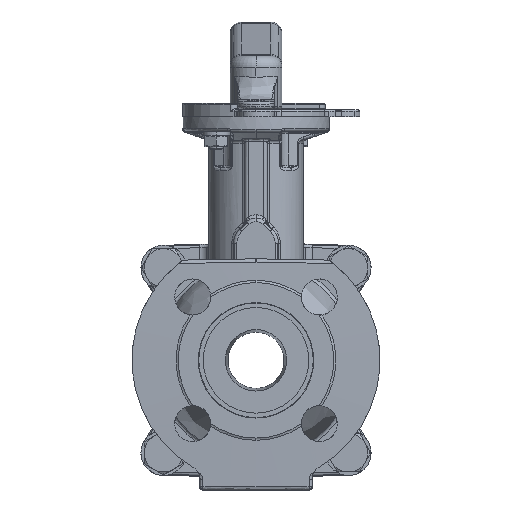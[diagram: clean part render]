
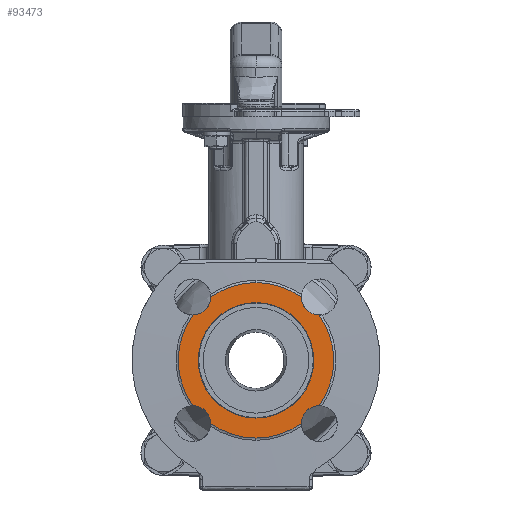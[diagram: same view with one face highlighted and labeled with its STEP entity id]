
A CAD part, left-side view. The second image highlights one B-rep face of the part: STEP entity #93473.
In plain terms, the highlighted planar face has unit normal (-1, 0, 0).
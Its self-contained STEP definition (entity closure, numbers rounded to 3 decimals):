
#74447=CARTESIAN_POINT('',(-59.,28.005,-20.072));
#74448=VERTEX_POINT('',#74447);
#74459=CARTESIAN_POINT('',(-59.,28.005,20.072));
#74460=VERTEX_POINT('',#74459);
#74461=CARTESIAN_POINT('',(-59.,0.,0.));
#74462=DIRECTION('',(1.,-0.,-0.));
#74463=DIRECTION('',(0.,0.,1.));
#74464=AXIS2_PLACEMENT_3D('',#74461,#74462,#74463);
#74465=CIRCLE('',#74464,34.456);
#74466=EDGE_CURVE('',#74448,#74460,#74465,.T.);
#93322=CARTESIAN_POINT('',(-59.,-28.005,-20.072));
#93323=VERTEX_POINT('',#93322);
#93354=CARTESIAN_POINT('',(-59.,-28.005,20.072));
#93355=VERTEX_POINT('',#93354);
#93366=CARTESIAN_POINT('',(-59.,0.,0.));
#93367=DIRECTION('',(1.,-0.,-0.));
#93368=DIRECTION('',(0.,0.,1.));
#93369=AXIS2_PLACEMENT_3D('',#93366,#93367,#93368);
#93370=CIRCLE('',#93369,34.456);
#93371=EDGE_CURVE('',#93355,#93323,#93370,.T.);
#93376=CARTESIAN_POINT('',(-59.,0.,25.6));
#93377=DIRECTION('',(1.,0.,0.));
#93378=DIRECTION('',(0.,0.,-1.));
#93379=AXIS2_PLACEMENT_3D('',#93376,#93377,#93378);
#93380=PLANE('',#93379);
#93381=CARTESIAN_POINT('',(-59.,20.072,-28.005));
#93382=VERTEX_POINT('',#93381);
#93383=CARTESIAN_POINT('',(-59.,28.072,-28.072));
#93384=DIRECTION('',(1.,-0.,-0.));
#93385=DIRECTION('',(0.,1.,-0.));
#93386=AXIS2_PLACEMENT_3D('',#93383,#93384,#93385);
#93387=CIRCLE('',#93386,8.);
#93388=EDGE_CURVE('',#74448,#93382,#93387,.T.);
#93389=ORIENTED_EDGE('',*,*,#93388,.T.);
#93390=CARTESIAN_POINT('',(-59.,-0.,-34.456));
#93391=VERTEX_POINT('',#93390);
#93392=CARTESIAN_POINT('',(-59.,0.,0.));
#93393=DIRECTION('',(1.,-0.,-0.));
#93394=DIRECTION('',(0.,0.,-1.));
#93395=AXIS2_PLACEMENT_3D('',#93392,#93393,#93394);
#93396=CIRCLE('',#93395,34.456);
#93397=EDGE_CURVE('',#93391,#93382,#93396,.T.);
#93398=ORIENTED_EDGE('',*,*,#93397,.F.);
#93399=CARTESIAN_POINT('',(-59.,-20.072,-28.005));
#93400=VERTEX_POINT('',#93399);
#93401=CARTESIAN_POINT('',(-59.,0.,0.));
#93402=DIRECTION('',(1.,-0.,-0.));
#93403=DIRECTION('',(0.,0.,-1.));
#93404=AXIS2_PLACEMENT_3D('',#93401,#93402,#93403);
#93405=CIRCLE('',#93404,34.456);
#93406=EDGE_CURVE('',#93400,#93391,#93405,.T.);
#93407=ORIENTED_EDGE('',*,*,#93406,.F.);
#93408=CARTESIAN_POINT('',(-59.,-28.072,-28.072));
#93409=DIRECTION('',(1.,0.,-0.));
#93410=DIRECTION('',(0.,-0.,-1.));
#93411=AXIS2_PLACEMENT_3D('',#93408,#93409,#93410);
#93412=CIRCLE('',#93411,8.);
#93413=EDGE_CURVE('',#93400,#93323,#93412,.T.);
#93414=ORIENTED_EDGE('',*,*,#93413,.T.);
#93415=ORIENTED_EDGE('',*,*,#93371,.F.);
#93416=CARTESIAN_POINT('',(-59.,-20.072,28.005));
#93417=VERTEX_POINT('',#93416);
#93418=CARTESIAN_POINT('',(-59.,-28.072,28.072));
#93419=DIRECTION('',(1.,-0.,-0.));
#93420=DIRECTION('',(0.,-1.,0.));
#93421=AXIS2_PLACEMENT_3D('',#93418,#93419,#93420);
#93422=CIRCLE('',#93421,8.);
#93423=EDGE_CURVE('',#93355,#93417,#93422,.T.);
#93424=ORIENTED_EDGE('',*,*,#93423,.T.);
#93425=CARTESIAN_POINT('',(-59.,0.,34.456));
#93426=VERTEX_POINT('',#93425);
#93427=CARTESIAN_POINT('',(-59.,0.,0.));
#93428=DIRECTION('',(1.,-0.,-0.));
#93429=DIRECTION('',(0.,0.,1.));
#93430=AXIS2_PLACEMENT_3D('',#93427,#93428,#93429);
#93431=CIRCLE('',#93430,34.456);
#93432=EDGE_CURVE('',#93426,#93417,#93431,.T.);
#93433=ORIENTED_EDGE('',*,*,#93432,.F.);
#93434=CARTESIAN_POINT('',(-59.,20.072,28.005));
#93435=VERTEX_POINT('',#93434);
#93436=CARTESIAN_POINT('',(-59.,0.,0.));
#93437=DIRECTION('',(1.,-0.,-0.));
#93438=DIRECTION('',(0.,0.,1.));
#93439=AXIS2_PLACEMENT_3D('',#93436,#93437,#93438);
#93440=CIRCLE('',#93439,34.456);
#93441=EDGE_CURVE('',#93435,#93426,#93440,.T.);
#93442=ORIENTED_EDGE('',*,*,#93441,.F.);
#93443=CARTESIAN_POINT('',(-59.,28.072,28.072));
#93444=DIRECTION('',(1.,-0.,-0.));
#93445=DIRECTION('',(0.,0.,1.));
#93446=AXIS2_PLACEMENT_3D('',#93443,#93444,#93445);
#93447=CIRCLE('',#93446,8.);
#93448=EDGE_CURVE('',#93435,#74460,#93447,.T.);
#93449=ORIENTED_EDGE('',*,*,#93448,.T.);
#93450=ORIENTED_EDGE('',*,*,#74466,.F.);
#93451=EDGE_LOOP('',(#93389,#93398,#93407,#93414,#93415,#93424,#93433,#93442,#93449,#93450));
#93452=FACE_BOUND('',#93451,.T.);
#93453=CARTESIAN_POINT('',(-59.,-0.,25.6));
#93454=VERTEX_POINT('',#93453);
#93455=CARTESIAN_POINT('',(-59.,0.,-25.6));
#93456=VERTEX_POINT('',#93455);
#93457=CARTESIAN_POINT('',(-59.,0.,0.));
#93458=DIRECTION('',(1.,0.,0.));
#93459=DIRECTION('',(0.,0.,-1.));
#93460=AXIS2_PLACEMENT_3D('',#93457,#93458,#93459);
#93461=CIRCLE('',#93460,25.6);
#93462=EDGE_CURVE('',#93454,#93456,#93461,.T.);
#93463=ORIENTED_EDGE('',*,*,#93462,.T.);
#93464=CARTESIAN_POINT('',(-59.,0.,0.));
#93465=DIRECTION('',(1.,0.,0.));
#93466=DIRECTION('',(0.,0.,-1.));
#93467=AXIS2_PLACEMENT_3D('',#93464,#93465,#93466);
#93468=CIRCLE('',#93467,25.6);
#93469=EDGE_CURVE('',#93456,#93454,#93468,.T.);
#93470=ORIENTED_EDGE('',*,*,#93469,.T.);
#93471=EDGE_LOOP('',(#93463,#93470));
#93472=FACE_BOUND('',#93471,.T.);
#93473=ADVANCED_FACE('',(#93452,#93472),#93380,.F.);
